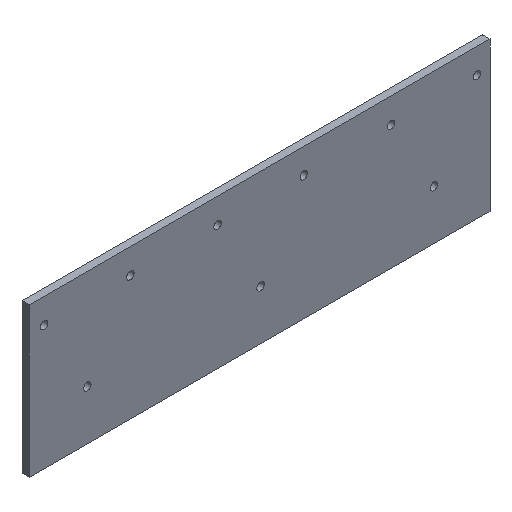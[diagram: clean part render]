
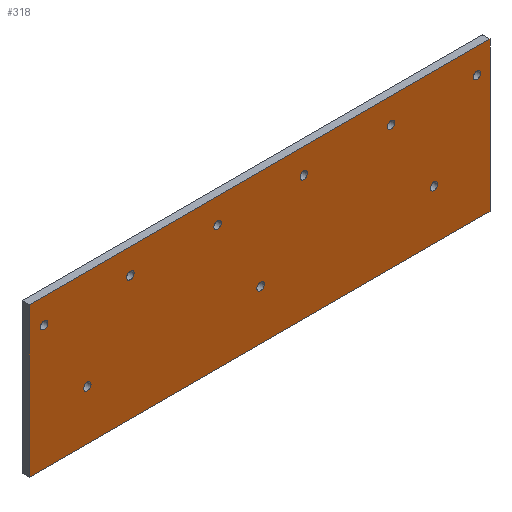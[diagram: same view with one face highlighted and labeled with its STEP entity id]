
A CAD part, isometric view. The second image highlights one B-rep face of the part: STEP entity #318.
In plain terms, the highlighted planar face has unit normal (0, -1, 0).
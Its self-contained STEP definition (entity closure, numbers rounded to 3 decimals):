
#32=FACE_BOUND('',#97,.T.);
#33=FACE_BOUND('',#98,.T.);
#34=FACE_BOUND('',#99,.T.);
#35=FACE_BOUND('',#100,.T.);
#36=FACE_BOUND('',#101,.T.);
#37=FACE_BOUND('',#102,.T.);
#38=FACE_BOUND('',#103,.T.);
#39=FACE_BOUND('',#104,.T.);
#40=FACE_BOUND('',#105,.T.);
#50=CIRCLE('',#349,1.5);
#51=CIRCLE('',#351,1.5);
#52=CIRCLE('',#353,1.5);
#53=CIRCLE('',#355,1.5);
#54=CIRCLE('',#357,1.5);
#55=CIRCLE('',#359,1.5);
#56=CIRCLE('',#361,1.5);
#57=CIRCLE('',#363,1.5);
#58=CIRCLE('',#365,1.5);
#72=FACE_OUTER_BOUND('',#96,.T.);
#96=EDGE_LOOP('',(#275,#276,#277,#278));
#97=EDGE_LOOP('',(#279));
#98=EDGE_LOOP('',(#280));
#99=EDGE_LOOP('',(#281));
#100=EDGE_LOOP('',(#282));
#101=EDGE_LOOP('',(#283));
#102=EDGE_LOOP('',(#284));
#103=EDGE_LOOP('',(#285));
#104=EDGE_LOOP('',(#286));
#105=EDGE_LOOP('',(#287));
#112=LINE('',#488,#133);
#115=LINE('',#493,#136);
#117=LINE('',#497,#138);
#118=LINE('',#499,#139);
#133=VECTOR('',#396,10.);
#136=VECTOR('',#401,10.);
#138=VECTOR('',#405,10.);
#139=VECTOR('',#408,10.);
#162=VERTEX_POINT('',#485);
#163=VERTEX_POINT('',#487);
#164=VERTEX_POINT('',#491);
#165=VERTEX_POINT('',#495);
#166=VERTEX_POINT('',#501);
#167=VERTEX_POINT('',#505);
#168=VERTEX_POINT('',#509);
#169=VERTEX_POINT('',#513);
#170=VERTEX_POINT('',#517);
#171=VERTEX_POINT('',#521);
#172=VERTEX_POINT('',#525);
#173=VERTEX_POINT('',#529);
#174=VERTEX_POINT('',#533);
#189=EDGE_CURVE('',#162,#163,#112,.T.);
#192=EDGE_CURVE('',#162,#164,#115,.T.);
#194=EDGE_CURVE('',#164,#165,#117,.T.);
#195=EDGE_CURVE('',#165,#163,#118,.T.);
#197=EDGE_CURVE('',#166,#166,#50,.T.);
#199=EDGE_CURVE('',#167,#167,#51,.T.);
#201=EDGE_CURVE('',#168,#168,#52,.T.);
#203=EDGE_CURVE('',#169,#169,#53,.T.);
#205=EDGE_CURVE('',#170,#170,#54,.T.);
#207=EDGE_CURVE('',#171,#171,#55,.T.);
#209=EDGE_CURVE('',#172,#172,#56,.T.);
#211=EDGE_CURVE('',#173,#173,#57,.T.);
#212=EDGE_CURVE('',#174,#174,#58,.F.);
#275=ORIENTED_EDGE('',*,*,#192,.T.);
#276=ORIENTED_EDGE('',*,*,#194,.T.);
#277=ORIENTED_EDGE('',*,*,#195,.T.);
#278=ORIENTED_EDGE('',*,*,#189,.F.);
#279=ORIENTED_EDGE('',*,*,#197,.T.);
#280=ORIENTED_EDGE('',*,*,#199,.T.);
#281=ORIENTED_EDGE('',*,*,#201,.T.);
#282=ORIENTED_EDGE('',*,*,#203,.T.);
#283=ORIENTED_EDGE('',*,*,#205,.T.);
#284=ORIENTED_EDGE('',*,*,#207,.T.);
#285=ORIENTED_EDGE('',*,*,#209,.T.);
#286=ORIENTED_EDGE('',*,*,#211,.T.);
#287=ORIENTED_EDGE('',*,*,#212,.T.);
#297=PLANE('',#364);
#318=ADVANCED_FACE('',(#72,#32,#33,#34,#35,#36,#37,#38,#39,#40),#297,.T.);
#349=AXIS2_PLACEMENT_3D('',#503,#412,#413);
#351=AXIS2_PLACEMENT_3D('',#507,#417,#418);
#353=AXIS2_PLACEMENT_3D('',#511,#422,#423);
#355=AXIS2_PLACEMENT_3D('',#515,#427,#428);
#357=AXIS2_PLACEMENT_3D('',#519,#432,#433);
#359=AXIS2_PLACEMENT_3D('',#523,#437,#438);
#361=AXIS2_PLACEMENT_3D('',#527,#442,#443);
#363=AXIS2_PLACEMENT_3D('',#531,#447,#448);
#364=AXIS2_PLACEMENT_3D('',#532,#449,#450);
#365=AXIS2_PLACEMENT_3D('',#534,#451,#452);
#396=DIRECTION('',(-1.,0.,0.));
#401=DIRECTION('',(0.,0.,1.));
#405=DIRECTION('',(-1.,0.,0.));
#408=DIRECTION('',(0.,0.,-1.));
#412=DIRECTION('center_axis',(0.,1.,0.));
#413=DIRECTION('ref_axis',(-1.,0.,0.));
#417=DIRECTION('center_axis',(0.,1.,0.));
#418=DIRECTION('ref_axis',(-1.,0.,0.));
#422=DIRECTION('center_axis',(0.,1.,0.));
#423=DIRECTION('ref_axis',(-1.,0.,0.));
#427=DIRECTION('center_axis',(0.,1.,0.));
#428=DIRECTION('ref_axis',(-1.,0.,0.));
#432=DIRECTION('center_axis',(0.,1.,0.));
#433=DIRECTION('ref_axis',(-1.,0.,0.));
#437=DIRECTION('center_axis',(0.,1.,0.));
#438=DIRECTION('ref_axis',(-1.,0.,0.));
#442=DIRECTION('center_axis',(0.,1.,0.));
#443=DIRECTION('ref_axis',(-1.,0.,0.));
#447=DIRECTION('center_axis',(0.,1.,0.));
#448=DIRECTION('ref_axis',(-1.,0.,0.));
#449=DIRECTION('center_axis',(0.,-1.,0.));
#450=DIRECTION('ref_axis',(1.,0.,0.));
#451=DIRECTION('center_axis',(0.,-1.,0.));
#452=DIRECTION('ref_axis',(1.,0.,0.));
#485=CARTESIAN_POINT('',(-2097.5,1672.,-40.));
#487=CARTESIAN_POINT('',(-2282.5,1672.,-40.));
#488=CARTESIAN_POINT('',(-2080.,1672.,-40.));
#491=CARTESIAN_POINT('',(-2097.5,1672.,20.));
#493=CARTESIAN_POINT('',(-2097.5,1672.,-17.5));
#495=CARTESIAN_POINT('',(-2282.5,1672.,20.));
#497=CARTESIAN_POINT('',(-2300.,1672.,20.));
#499=CARTESIAN_POINT('',(-2282.5,1672.,7.5));
#501=CARTESIAN_POINT('',(-2118.5,1672.,-20.));
#503=CARTESIAN_POINT('Origin',(-2120.,1672.,-20.));
#505=CARTESIAN_POINT('',(-2135.821,1672.,10.));
#507=CARTESIAN_POINT('Origin',(-2137.321,1672.,10.));
#509=CARTESIAN_POINT('',(-2205.461,1672.,10.));
#511=CARTESIAN_POINT('Origin',(-2206.961,1672.,10.));
#513=CARTESIAN_POINT('',(-2240.462,1672.,10.));
#515=CARTESIAN_POINT('Origin',(-2241.962,1672.,10.));
#517=CARTESIAN_POINT('',(-2257.782,1672.,-20.));
#519=CARTESIAN_POINT('Origin',(-2259.282,1672.,-20.));
#521=CARTESIAN_POINT('',(-2170.821,1672.,10.));
#523=CARTESIAN_POINT('Origin',(-2172.321,1672.,10.));
#525=CARTESIAN_POINT('',(-2101.179,1672.,10.));
#527=CARTESIAN_POINT('Origin',(-2102.679,1672.,10.));
#529=CARTESIAN_POINT('',(-2188.141,1672.,-20.));
#531=CARTESIAN_POINT('Origin',(-2189.641,1672.,-20.));
#532=CARTESIAN_POINT('Origin',(-2190.,1672.,-5.));
#533=CARTESIAN_POINT('',(-2278.102,1672.,10.));
#534=CARTESIAN_POINT('Origin',(-2276.602,1672.,10.));
